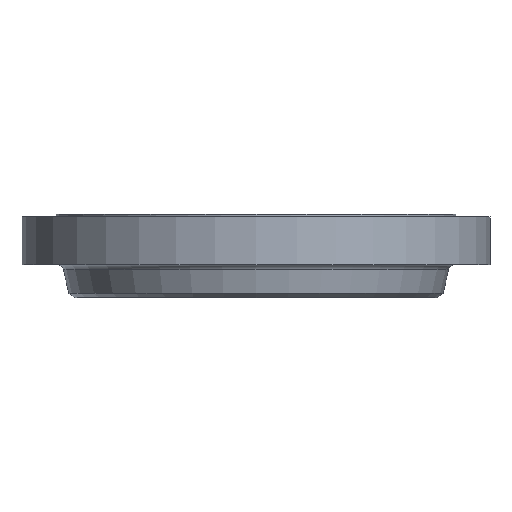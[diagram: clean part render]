
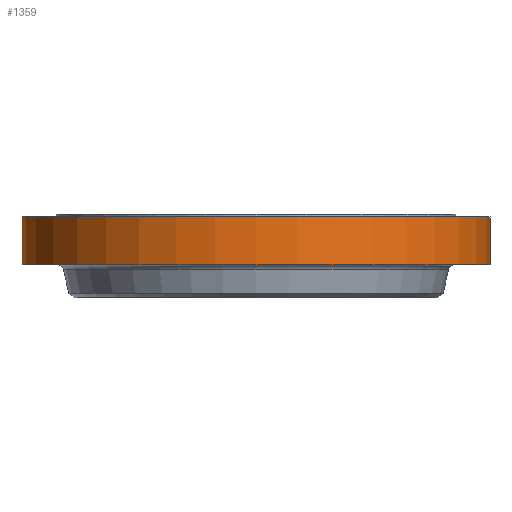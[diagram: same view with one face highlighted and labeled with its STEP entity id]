
A CAD part, front view. The second image highlights one B-rep face of the part: STEP entity #1359.
In plain terms, the highlighted cylindrical face has radius 542.925 mm (diameter 1085.85 mm), a partial arc.
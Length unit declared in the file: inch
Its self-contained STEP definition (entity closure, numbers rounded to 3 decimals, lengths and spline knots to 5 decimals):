
#174 = VECTOR ( 'NONE', #1247, 39.37008 ) ;
#217 = DIRECTION ( 'NONE',  ( 0., 0., 1. ) ) ;
#245 = VERTEX_POINT ( 'NONE', #2660 ) ;
#251 = CARTESIAN_POINT ( 'NONE',  ( 0., 0., 0. ) ) ;
#301 = VERTEX_POINT ( 'NONE', #2830 ) ;
#404 = ORIENTED_EDGE ( 'NONE', *, *, #986, .T. ) ;
#437 = ORIENTED_EDGE ( 'NONE', *, *, #468, .F. ) ;
#462 = DIRECTION ( 'NONE',  ( 1., 0., 0. ) ) ;
#468 = EDGE_CURVE ( 'NONE', #821, #245, #1713, .T. ) ;
#489 = CARTESIAN_POINT ( 'NONE',  ( 0., 0., -4.625 ) ) ;
#658 = CARTESIAN_POINT ( 'NONE',  ( -21.375, 0., 0. ) ) ;
#680 = DIRECTION ( 'NONE',  ( 0., 0., 1. ) ) ;
#821 = VERTEX_POINT ( 'NONE', #2671 ) ;
#847 = VERTEX_POINT ( 'NONE', #1986 ) ;
#986 = EDGE_CURVE ( 'NONE', #301, #847, #1279, .T. ) ;
#993 = LINE ( 'NONE', #1476, #174 ) ;
#1007 = VECTOR ( 'NONE', #217, 39.37008 ) ;
#1216 = ORIENTED_EDGE ( 'NONE', *, *, #1509, .T. ) ;
#1247 = DIRECTION ( 'NONE',  ( 0., 0., 1. ) ) ;
#1279 = CIRCLE ( 'NONE', #1702, 21.375 ) ;
#1314 = CARTESIAN_POINT ( 'NONE',  ( 0., 0., -0.25 ) ) ;
#1359 = ADVANCED_FACE ( 'NONE', ( #1833 ), #1416, .T. ) ;
#1390 = DIRECTION ( 'NONE',  ( 0., 0., 1. ) ) ;
#1416 = CYLINDRICAL_SURFACE ( 'NONE', #1922, 21.375 ) ;
#1476 = CARTESIAN_POINT ( 'NONE',  ( 21.375, 0., 0. ) ) ;
#1509 = EDGE_CURVE ( 'NONE', #847, #245, #993, .T. ) ;
#1592 = DIRECTION ( 'NONE',  ( 0., 0., 1. ) ) ;
#1702 = AXIS2_PLACEMENT_3D ( 'NONE', #489, #1390, #2062 ) ;
#1713 = CIRCLE ( 'NONE', #2437, 21.375 ) ;
#1833 = FACE_OUTER_BOUND ( 'NONE', #2725, .T. ) ;
#1922 = AXIS2_PLACEMENT_3D ( 'NONE', #251, #1592, #462 ) ;
#1986 = CARTESIAN_POINT ( 'NONE',  ( 21.375, 0., -4.625 ) ) ;
#2062 = DIRECTION ( 'NONE',  ( 1., 0., 0. ) ) ;
#2209 = DIRECTION ( 'NONE',  ( 1., 0., 0. ) ) ;
#2335 = ORIENTED_EDGE ( 'NONE', *, *, #2755, .F. ) ;
#2437 = AXIS2_PLACEMENT_3D ( 'NONE', #1314, #680, #2209 ) ;
#2468 = LINE ( 'NONE', #658, #1007 ) ;
#2660 = CARTESIAN_POINT ( 'NONE',  ( 21.375, 0., -0.25 ) ) ;
#2671 = CARTESIAN_POINT ( 'NONE',  ( -21.375, 0., -0.25 ) ) ;
#2725 = EDGE_LOOP ( 'NONE', ( #2335, #404, #1216, #437 ) ) ;
#2755 = EDGE_CURVE ( 'NONE', #301, #821, #2468, .T. ) ;
#2830 = CARTESIAN_POINT ( 'NONE',  ( -21.375, 0., -4.625 ) ) ;
